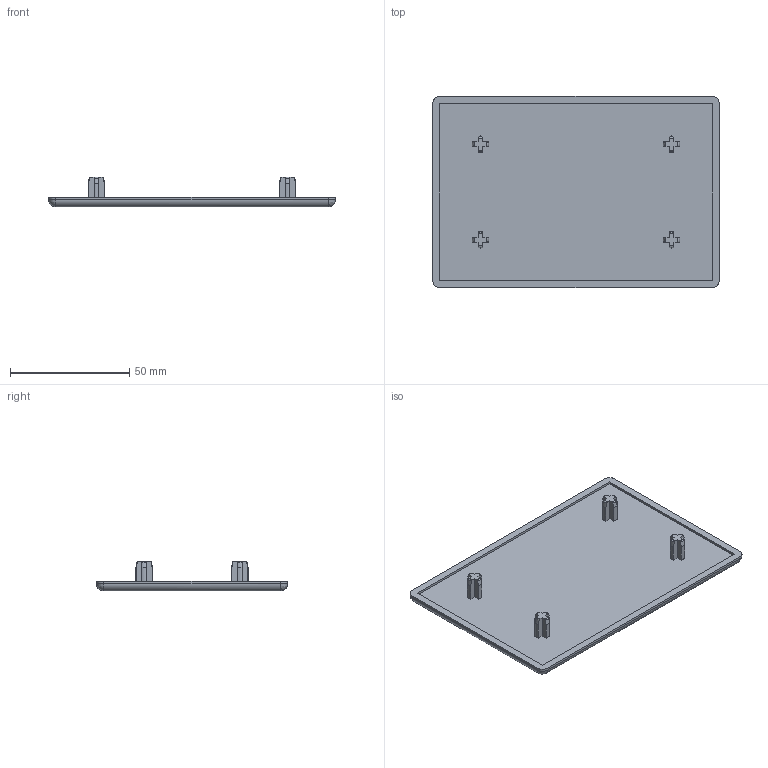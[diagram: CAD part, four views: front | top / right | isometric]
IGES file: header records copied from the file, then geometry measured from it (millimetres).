
Global section: file name: 2280120; native system: Autodesk Inventor 2018; preprocessor: unknown; author: Kvasnička,; organization: 11; date: 20190119.105826; units: millimetre
Bounding box: 120 x 80 x 12.5 mm (x, y, z)
Volume: 30039.8 mm3; surface area: 21596.3 mm2
Topology: 1 solids, 1 shells, 107 faces, 288 edges, 188 vertices
Faces by surface type: bspline 107
